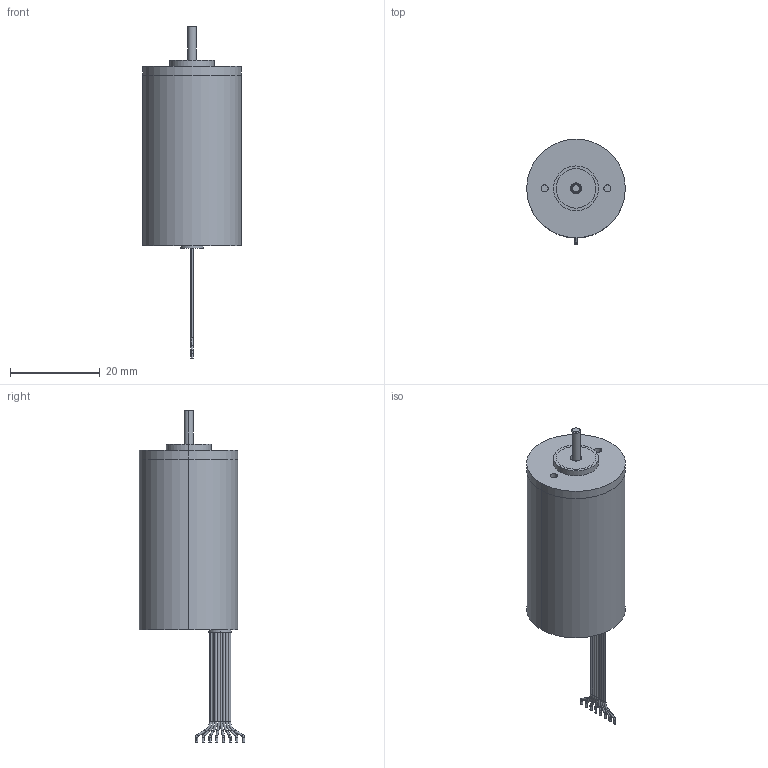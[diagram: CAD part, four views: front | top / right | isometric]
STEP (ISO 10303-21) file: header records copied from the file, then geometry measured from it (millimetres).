
FILE_DESCRIPTION((''),'2;1');
FILE_NAME('R22BLB9L2','2022-10-11T08:55:59',('TQ00686'),(''),'CREO PARAMETRIC BY PTC INC, 2018100','CREO PARAMETRIC BY PTC INC, 2018100','');
FILE_SCHEMA(('CONFIG_CONTROL_DESIGN'));
Length unit declared in the file: millimetre
Products named in the file (1): R22BLB9L2
Bounding box: 22 x 23.5 x 74.02 mm (x, y, z)
Volume: 103.8 mm3; surface area: 4704.8 mm2
Topology: 1 solids, 5 shells, 119 faces, 261 edges, 159 vertices
Faces by surface type: cylinder 68, torus 32, plane 17, cone 2
Entity records: 3451 total; most frequent: DIRECTION 680, CARTESIAN_POINT 644, ORIENTED_EDGE 506, AXIS2_PLACEMENT_3D 305, EDGE_CURVE 261, CIRCLE 185, VERTEX_POINT 159, EDGE_LOOP 136
